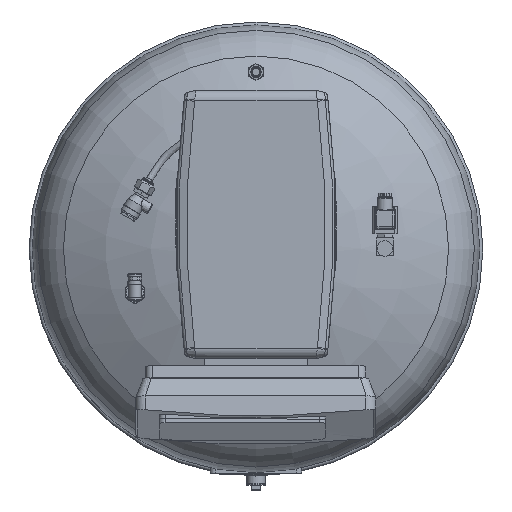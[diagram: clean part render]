
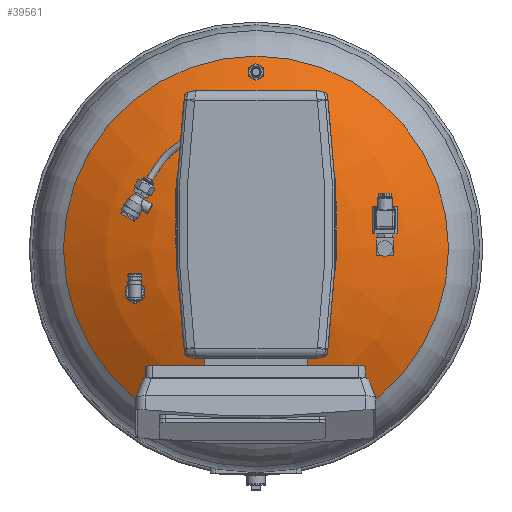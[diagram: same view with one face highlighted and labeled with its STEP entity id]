
A CAD part, top view. The second image highlights one B-rep face of the part: STEP entity #39561.
In plain terms, the highlighted free-form (B-spline) face has degree [2, 2] with [3, 9] control points.
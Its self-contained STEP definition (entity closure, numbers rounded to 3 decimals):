
#25=(
BOUNDED_CURVE()
B_SPLINE_CURVE(2,(#69978,#69979,#69980),.UNSPECIFIED.,.F.,.F.)
B_SPLINE_CURVE_WITH_KNOTS((3,3),(1.044,1.566),
 .UNSPECIFIED.)
CURVE()
GEOMETRIC_REPRESENTATION_ITEM()
RATIONAL_B_SPLINE_CURVE((1.,0.966,1.))
REPRESENTATION_ITEM('')
);
#184=(
BOUNDED_SURFACE()
B_SPLINE_SURFACE(2,2,((#69947,#69948,#69949,#69950,#69951,#69952,#69953,
#69954,#69955),(#69956,#69957,#69958,#69959,#69960,#69961,#69962,#69963,
#69964),(#69965,#69966,#69967,#69968,#69969,#69970,#69971,#69972,#69973)),
 .UNSPECIFIED.,.F.,.T.,.F.)
B_SPLINE_SURFACE_WITH_KNOTS((3,3),(3,2,2,2,3),(-1.566,-1.044),
(-3.142,-1.571,0.,1.571,3.142),
 .UNSPECIFIED.)
GEOMETRIC_REPRESENTATION_ITEM()
RATIONAL_B_SPLINE_SURFACE(((1.,0.707,1.,0.707,1.,
0.707,1.,0.707,1.),(0.966,0.683,
0.966,0.683,0.966,0.683,
0.966,0.683,0.966),(1.,0.707,
1.,0.707,1.,0.707,1.,0.707,1.)))
REPRESENTATION_ITEM('')
SURFACE()
);
#3792=FACE_OUTER_BOUND('',#6490,.T.);
#6490=EDGE_LOOP('',(#34543,#34544,#34545,#34546,#34547,#34548));
#8466=CIRCLE('',#43279,16.85);
#8467=CIRCLE('',#43280,16.85);
#8468=CIRCLE('',#43281,272.65);
#8469=CIRCLE('',#43282,272.65);
#19174=VERTEX_POINT('',#69943);
#19175=VERTEX_POINT('',#69944);
#19176=VERTEX_POINT('',#69974);
#19177=VERTEX_POINT('',#69975);
#24422=EDGE_CURVE('',#19174,#19175,#8466,.T.);
#24423=EDGE_CURVE('',#19175,#19174,#8467,.T.);
#24424=EDGE_CURVE('',#19176,#19177,#8468,.T.);
#24425=EDGE_CURVE('',#19177,#19176,#8469,.T.);
#24426=EDGE_CURVE('',#19177,#19175,#25,.T.);
#34543=ORIENTED_EDGE('',*,*,#24424,.F.);
#34544=ORIENTED_EDGE('',*,*,#24425,.F.);
#34545=ORIENTED_EDGE('',*,*,#24426,.T.);
#34546=ORIENTED_EDGE('',*,*,#24423,.T.);
#34547=ORIENTED_EDGE('',*,*,#24422,.T.);
#34548=ORIENTED_EDGE('',*,*,#24426,.F.);
#39561=ADVANCED_FACE('',(#3792),#184,.F.);
#43279=AXIS2_PLACEMENT_3D('',#69945,#53630,#53631);
#43280=AXIS2_PLACEMENT_3D('',#69946,#53632,#53633);
#43281=AXIS2_PLACEMENT_3D('',#69976,#53634,#53635);
#43282=AXIS2_PLACEMENT_3D('',#69977,#53636,#53637);
#53630=DIRECTION('center_axis',(0.,0.,
-1.));
#53631=DIRECTION('ref_axis',(1.,0.,0.));
#53632=DIRECTION('center_axis',(0.,0.,
-1.));
#53633=DIRECTION('ref_axis',(1.,0.,0.));
#53634=DIRECTION('center_axis',(0.,0.,
-1.));
#53635=DIRECTION('ref_axis',(1.,0.,0.));
#53636=DIRECTION('center_axis',(0.,0.,
-1.));
#53637=DIRECTION('ref_axis',(1.,0.,0.));
#69943=CARTESIAN_POINT('',(-16.85,0.,931.));
#69944=CARTESIAN_POINT('',(0.,-16.85,931.));
#69945=CARTESIAN_POINT('Origin',(0.,0.,931.));
#69946=CARTESIAN_POINT('Origin',(0.,0.,931.));
#69947=CARTESIAN_POINT('Ctrl Pts',(0.,-16.85,
931.));
#69948=CARTESIAN_POINT('Ctrl Pts',(-16.85,-16.85,
931.));
#69949=CARTESIAN_POINT('Ctrl Pts',(-16.85,0.,
931.));
#69950=CARTESIAN_POINT('Ctrl Pts',(-16.85,16.85,931.));
#69951=CARTESIAN_POINT('Ctrl Pts',(0.,16.85,
931.));
#69952=CARTESIAN_POINT('Ctrl Pts',(16.85,16.85,931.));
#69953=CARTESIAN_POINT('Ctrl Pts',(16.85,0.,
931.));
#69954=CARTESIAN_POINT('Ctrl Pts',(16.85,-16.85,931.));
#69955=CARTESIAN_POINT('Ctrl Pts',(0.,-16.85,
931.));
#69956=CARTESIAN_POINT('Ctrl Pts',(0.,-154.053,
930.291));
#69957=CARTESIAN_POINT('Ctrl Pts',(-154.053,-154.053,
930.291));
#69958=CARTESIAN_POINT('Ctrl Pts',(-154.053,0.,
930.291));
#69959=CARTESIAN_POINT('Ctrl Pts',(-154.053,154.053,930.291));
#69960=CARTESIAN_POINT('Ctrl Pts',(0.,154.053,
930.291));
#69961=CARTESIAN_POINT('Ctrl Pts',(154.053,154.053,930.291));
#69962=CARTESIAN_POINT('Ctrl Pts',(154.053,0.,
930.291));
#69963=CARTESIAN_POINT('Ctrl Pts',(154.053,-154.053,930.291));
#69964=CARTESIAN_POINT('Ctrl Pts',(0.,-154.053,
930.291));
#69965=CARTESIAN_POINT('Ctrl Pts',(0.,-272.65,861.3));
#69966=CARTESIAN_POINT('Ctrl Pts',(-272.65,-272.65,861.3));
#69967=CARTESIAN_POINT('Ctrl Pts',(-272.65,0.,861.3));
#69968=CARTESIAN_POINT('Ctrl Pts',(-272.65,272.65,861.3));
#69969=CARTESIAN_POINT('Ctrl Pts',(0.,272.65,861.3));
#69970=CARTESIAN_POINT('Ctrl Pts',(272.65,272.65,861.3));
#69971=CARTESIAN_POINT('Ctrl Pts',(272.65,0.,861.3));
#69972=CARTESIAN_POINT('Ctrl Pts',(272.65,-272.65,861.3));
#69973=CARTESIAN_POINT('Ctrl Pts',(0.,-272.65,861.3));
#69974=CARTESIAN_POINT('',(-272.65,0.,861.3));
#69975=CARTESIAN_POINT('',(0.,-272.65,861.3));
#69976=CARTESIAN_POINT('Origin',(0.,0.,
861.3));
#69977=CARTESIAN_POINT('Origin',(0.,0.,
861.3));
#69978=CARTESIAN_POINT('Ctrl Pts',(0.,-272.65,861.3));
#69979=CARTESIAN_POINT('Ctrl Pts',(0.,-154.053,
930.291));
#69980=CARTESIAN_POINT('Ctrl Pts',(0.,-16.85,
931.));
